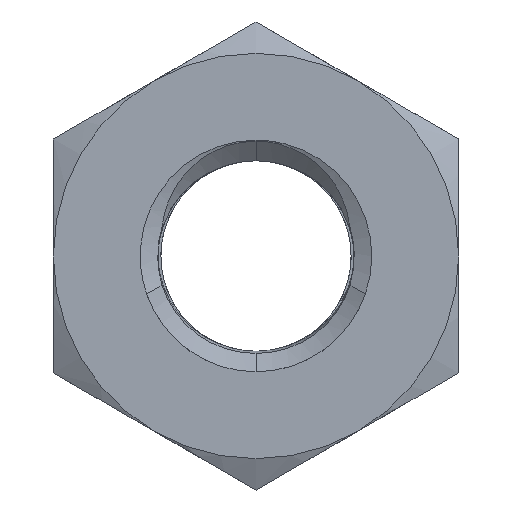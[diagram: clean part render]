
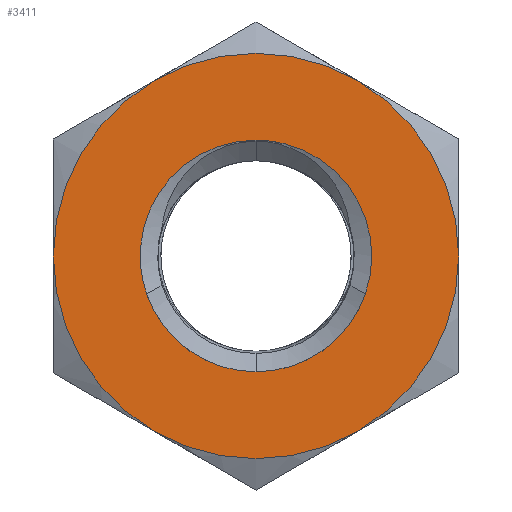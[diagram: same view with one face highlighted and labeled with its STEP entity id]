
A CAD part, front view. The second image highlights one B-rep face of the part: STEP entity #3411.
In plain terms, the highlighted planar face has unit normal (0, -1, 0).
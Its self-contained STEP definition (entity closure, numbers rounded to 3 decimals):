
#547=AXIS2_PLACEMENT_3D('Circle Axis2P3D',#545,#546,$) ;
#598=AXIS2_PLACEMENT_3D('Circle Axis2P3D',#596,#597,$) ;
#628=AXIS2_PLACEMENT_3D('Circle Axis2P3D',#626,#627,$) ;
#658=AXIS2_PLACEMENT_3D('Circle Axis2P3D',#656,#657,$) ;
#688=AXIS2_PLACEMENT_3D('Circle Axis2P3D',#686,#687,$) ;
#699=AXIS2_PLACEMENT_3D('Circle Axis2P3D',#697,#698,$) ;
#1972=AXIS2_PLACEMENT_3D('Circle Axis2P3D',#1970,#1971,$) ;
#2028=AXIS2_PLACEMENT_3D('Circle Axis2P3D',#2026,#2027,$) ;
#3395=AXIS2_PLACEMENT_3D('Plane Axis2P3D',#3392,#3393,#3394) ;
#545=CARTESIAN_POINT('Axis2P3D Location',(0.,0.,0.)) ;
#549=CARTESIAN_POINT('Vertex',(-2.778,0.,4.812)) ;
#551=CARTESIAN_POINT('Vertex',(2.778,0.,4.812)) ;
#593=CARTESIAN_POINT('Vertex',(-5.556,0.,0.)) ;
#596=CARTESIAN_POINT('Axis2P3D Location',(0.,0.,0.)) ;
#613=CARTESIAN_POINT('Vertex',(5.556,0.,0.)) ;
#626=CARTESIAN_POINT('Axis2P3D Location',(0.,0.,0.)) ;
#653=CARTESIAN_POINT('Vertex',(-2.778,0.,-4.812)) ;
#656=CARTESIAN_POINT('Axis2P3D Location',(0.,0.,0.)) ;
#683=CARTESIAN_POINT('Vertex',(2.778,0.,-4.812)) ;
#686=CARTESIAN_POINT('Axis2P3D Location',(0.,0.,0.)) ;
#697=CARTESIAN_POINT('Axis2P3D Location',(0.,0.,0.)) ;
#1927=CARTESIAN_POINT('Vertex',(0.,0.,-3.175)) ;
#1967=CARTESIAN_POINT('Vertex',(-2.997,0.,-1.047)) ;
#1970=CARTESIAN_POINT('Axis2P3D Location',(0.,0.,0.)) ;
#2023=CARTESIAN_POINT('Vertex',(2.997,0.,-1.047)) ;
#2026=CARTESIAN_POINT('Axis2P3D Location',(0.,0.,0.)) ;
#2043=CARTESIAN_POINT('Control Point',(0.,0.,3.175)) ;
#2044=CARTESIAN_POINT('Control Point',(-1.211,0.,3.175)) ;
#2045=CARTESIAN_POINT('Control Point',(-2.425,0.,2.601)) ;
#2046=CARTESIAN_POINT('Control Point',(-3.255,0.,1.432)) ;
#2047=CARTESIAN_POINT('Control Point',(-3.397,0.,0.096)) ;
#2048=CARTESIAN_POINT('Control Point',(-2.997,0.,-1.047)) ;
#2049=CARTESIAN_POINT('Vertex',(0.,0.,3.175)) ;
#2151=CARTESIAN_POINT('Control Point',(2.997,0.,-1.047)) ;
#2152=CARTESIAN_POINT('Control Point',(3.397,0.,0.096)) ;
#2153=CARTESIAN_POINT('Control Point',(3.255,0.,1.432)) ;
#2154=CARTESIAN_POINT('Control Point',(2.425,0.,2.601)) ;
#2155=CARTESIAN_POINT('Control Point',(1.211,0.,3.175)) ;
#2156=CARTESIAN_POINT('Control Point',(0.,0.,3.175)) ;
#3392=CARTESIAN_POINT('Axis2P3D Location',(0.,0.,-6.416)) ;
#546=DIRECTION('Axis2P3D Direction',(0.,1.,0.)) ;
#597=DIRECTION('Axis2P3D Direction',(0.,1.,0.)) ;
#627=DIRECTION('Axis2P3D Direction',(0.,1.,0.)) ;
#657=DIRECTION('Axis2P3D Direction',(0.,1.,0.)) ;
#687=DIRECTION('Axis2P3D Direction',(0.,1.,0.)) ;
#698=DIRECTION('Axis2P3D Direction',(0.,1.,0.)) ;
#1971=DIRECTION('Axis2P3D Direction',(0.,-1.,-0.)) ;
#2027=DIRECTION('Axis2P3D Direction',(0.,-1.,-0.)) ;
#3393=DIRECTION('Axis2P3D Direction',(0.,1.,0.)) ;
#3394=DIRECTION('Axis2P3D XDirection',(0.,0.,1.)) ;
#3398=ORIENTED_EDGE('',*,*,#553,.F.) ;
#3399=ORIENTED_EDGE('',*,*,#600,.F.) ;
#3400=ORIENTED_EDGE('',*,*,#660,.F.) ;
#3401=ORIENTED_EDGE('',*,*,#690,.F.) ;
#3402=ORIENTED_EDGE('',*,*,#701,.F.) ;
#3403=ORIENTED_EDGE('',*,*,#630,.F.) ;
#3406=ORIENTED_EDGE('',*,*,#2051,.F.) ;
#3407=ORIENTED_EDGE('',*,*,#2157,.F.) ;
#3408=ORIENTED_EDGE('',*,*,#2030,.F.) ;
#3409=ORIENTED_EDGE('',*,*,#1974,.F.) ;
#3410=FACE_BOUND('',#3405,.T.) ;
#3411=ADVANCED_FACE('Cut-Revolve4',(#3404,#3410),#3396,.F.) ;
#2042=B_SPLINE_CURVE_WITH_KNOTS('',5,(#2043,#2044,#2045,#2046,#2047,#2048),.UNSPECIFIED.,.F.,.U.,(6,6),(-95.341,95.341),.UNSPECIFIED.) ;
#2150=B_SPLINE_CURVE_WITH_KNOTS('',5,(#2151,#2152,#2153,#2154,#2155,#2156),.UNSPECIFIED.,.F.,.U.,(6,6),(-95.341,95.341),.UNSPECIFIED.) ;
#548=CIRCLE('generated circle',#547,5.556) ;
#599=CIRCLE('generated circle',#598,5.556) ;
#629=CIRCLE('generated circle',#628,5.556) ;
#659=CIRCLE('generated circle',#658,5.556) ;
#689=CIRCLE('generated circle',#688,5.556) ;
#700=CIRCLE('generated circle',#699,5.556) ;
#1973=CIRCLE('generated circle',#1972,3.175) ;
#2029=CIRCLE('generated circle',#2028,3.175) ;
#553=EDGE_CURVE('',#550,#552,#548,.T.) ;
#600=EDGE_CURVE('',#594,#550,#599,.T.) ;
#630=EDGE_CURVE('',#552,#614,#629,.T.) ;
#660=EDGE_CURVE('',#654,#594,#659,.T.) ;
#690=EDGE_CURVE('',#684,#654,#689,.T.) ;
#701=EDGE_CURVE('',#614,#684,#700,.T.) ;
#1974=EDGE_CURVE('',#1968,#1928,#1973,.T.) ;
#2030=EDGE_CURVE('',#1928,#2024,#2029,.T.) ;
#2051=EDGE_CURVE('',#2050,#1968,#2042,.T.) ;
#2157=EDGE_CURVE('',#2024,#2050,#2150,.T.) ;
#3397=EDGE_LOOP('',(#3398,#3399,#3400,#3401,#3402,#3403)) ;
#3405=EDGE_LOOP('',(#3406,#3407,#3408,#3409)) ;
#3404=FACE_OUTER_BOUND('',#3397,.T.) ;
#3396=PLANE('',#3395) ;
#550=VERTEX_POINT('',#549) ;
#552=VERTEX_POINT('',#551) ;
#594=VERTEX_POINT('',#593) ;
#614=VERTEX_POINT('',#613) ;
#654=VERTEX_POINT('',#653) ;
#684=VERTEX_POINT('',#683) ;
#1928=VERTEX_POINT('',#1927) ;
#1968=VERTEX_POINT('',#1967) ;
#2024=VERTEX_POINT('',#2023) ;
#2050=VERTEX_POINT('',#2049) ;
